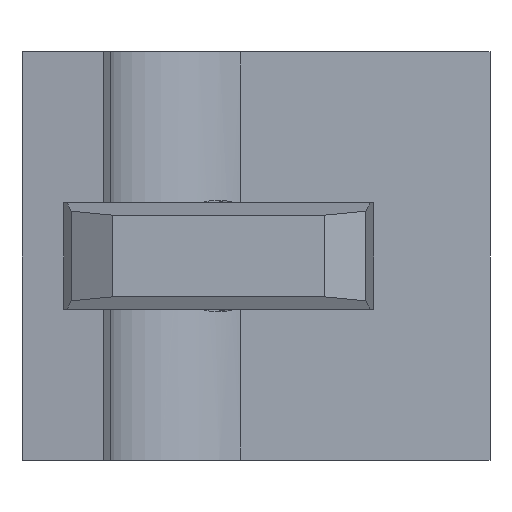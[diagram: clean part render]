
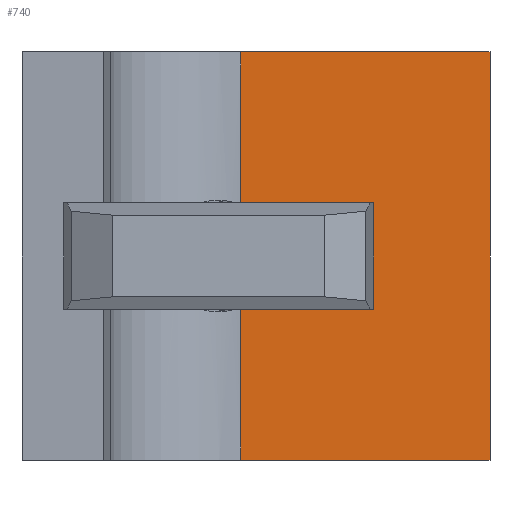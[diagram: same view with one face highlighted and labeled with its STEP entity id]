
A CAD part, front view. The second image highlights one B-rep face of the part: STEP entity #740.
In plain terms, the highlighted planar face has unit normal (0, -1, 0).
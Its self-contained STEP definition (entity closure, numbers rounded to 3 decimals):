
#41 = DIRECTION ( 'NONE',  ( 0., 1., 0. ) ) ;
#87 = EDGE_CURVE ( 'NONE', #667, #1508, #1751, .T. ) ;
#124 = AXIS2_PLACEMENT_3D ( 'NONE', #179, #41, #133 ) ;
#133 = DIRECTION ( 'NONE',  ( -1., 0., 0. ) ) ;
#179 = CARTESIAN_POINT ( 'NONE',  ( -33.25, 0., 0. ) ) ;
#180 = CARTESIAN_POINT ( 'NONE',  ( -30.528, 0., 6.177 ) ) ;
#215 = CARTESIAN_POINT ( 'NONE',  ( 0., 0., -25. ) ) ;
#239 = CARTESIAN_POINT ( 'NONE',  ( -30.528, 0., -25. ) ) ;
#247 = CARTESIAN_POINT ( 'NONE',  ( -30.528, 0., 25. ) ) ;
#358 = VECTOR ( 'NONE', #1782, 1000. ) ;
#404 = CARTESIAN_POINT ( 'NONE',  ( 0., 0., -25. ) ) ;
#410 = CARTESIAN_POINT ( 'NONE',  ( 0., 0., -25. ) ) ;
#411 = CARTESIAN_POINT ( 'NONE',  ( -30.528, 0., -25. ) ) ;
#434 = FACE_OUTER_BOUND ( 'NONE', #1216, .T. ) ;
#469 = CARTESIAN_POINT ( 'NONE',  ( 0., 0., 25. ) ) ;
#485 = PLANE ( 'NONE',  #1758 ) ;
#501 = DIRECTION ( 'NONE',  ( -1., 0., 0. ) ) ;
#535 = DIRECTION ( 'NONE',  ( 0., 1., 0. ) ) ;
#539 = DIRECTION ( 'NONE',  ( -1., 0., 0. ) ) ;
#667 = VERTEX_POINT ( 'NONE', #239 ) ;
#678 = CARTESIAN_POINT ( 'NONE',  ( 0., 0., 25. ) ) ;
#704 = EDGE_CURVE ( 'NONE', #1367, #667, #1634, .T. ) ;
#733 = EDGE_CURVE ( 'NONE', #1480, #1585, #1548, .T. ) ;
#740 = ADVANCED_FACE ( 'NONE', ( #434 ), #485, .F. ) ;
#780 = CARTESIAN_POINT ( 'NONE',  ( -30.528, 0., -6.177 ) ) ;
#790 = VECTOR ( 'NONE', #1415, 1000. ) ;
#829 = DIRECTION ( 'NONE',  ( -1., 0., 0. ) ) ;
#882 = LINE ( 'NONE', #411, #790 ) ;
#945 = ORIENTED_EDGE ( 'NONE', *, *, #87, .F. ) ;
#989 = VERTEX_POINT ( 'NONE', #180 ) ;
#1081 = VECTOR ( 'NONE', #1412, 1000. ) ;
#1100 = LINE ( 'NONE', #1346, #1081 ) ;
#1188 = CIRCLE ( 'NONE', #124, 6.75 ) ;
#1216 = EDGE_LOOP ( 'NONE', ( #1491, #1921, #945, #1694, #1337, #1221 ) ) ;
#1221 = ORIENTED_EDGE ( 'NONE', *, *, #733, .T. ) ;
#1247 = EDGE_CURVE ( 'NONE', #989, #1508, #1188, .T. ) ;
#1337 = ORIENTED_EDGE ( 'NONE', *, *, #1644, .T. ) ;
#1341 = VECTOR ( 'NONE', #829, 1000. ) ;
#1346 = CARTESIAN_POINT ( 'NONE',  ( 0., 0., -25. ) ) ;
#1367 = VERTEX_POINT ( 'NONE', #215 ) ;
#1412 = DIRECTION ( 'NONE',  ( 0., 0., 1. ) ) ;
#1415 = DIRECTION ( 'NONE',  ( 0., 0., 1. ) ) ;
#1451 = VECTOR ( 'NONE', #501, 1000. ) ;
#1480 = VERTEX_POINT ( 'NONE', #678 ) ;
#1491 = ORIENTED_EDGE ( 'NONE', *, *, #1959, .F. ) ;
#1508 = VERTEX_POINT ( 'NONE', #780 ) ;
#1548 = LINE ( 'NONE', #469, #1451 ) ;
#1585 = VERTEX_POINT ( 'NONE', #247 ) ;
#1634 = LINE ( 'NONE', #410, #1341 ) ;
#1644 = EDGE_CURVE ( 'NONE', #1367, #1480, #1100, .T. ) ;
#1694 = ORIENTED_EDGE ( 'NONE', *, *, #704, .F. ) ;
#1751 = LINE ( 'NONE', #1772, #358 ) ;
#1758 = AXIS2_PLACEMENT_3D ( 'NONE', #404, #535, #539 ) ;
#1772 = CARTESIAN_POINT ( 'NONE',  ( -30.528, 0., -25. ) ) ;
#1782 = DIRECTION ( 'NONE',  ( 0., 0., 1. ) ) ;
#1921 = ORIENTED_EDGE ( 'NONE', *, *, #1247, .T. ) ;
#1959 = EDGE_CURVE ( 'NONE', #989, #1585, #882, .T. ) ;
